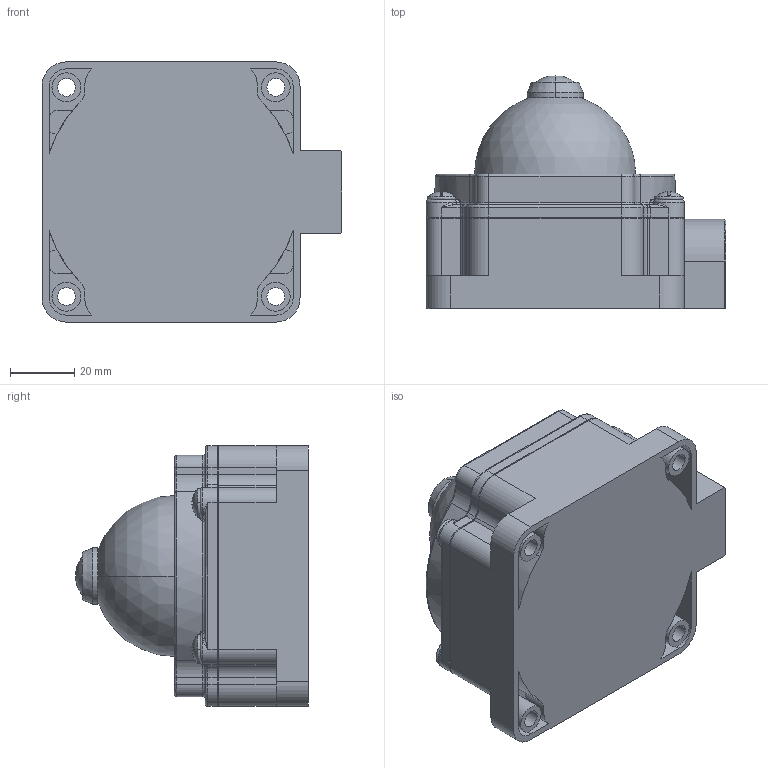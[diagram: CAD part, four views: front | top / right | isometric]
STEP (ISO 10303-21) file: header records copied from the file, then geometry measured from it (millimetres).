
FILE_DESCRIPTION((''),'2;1');
FILE_NAME('144882_SM01_ASM','2025-07-01T11:29:08',('banengservice'),('BANNER ENGINEERING'),'CREO PARAMETRIC BY PTC INC, 2022414','CREO PARAMETRIC BY PTC INC, 2022414','');
FILE_SCHEMA(('CONFIG_CONTROL_DESIGN'));
Length unit declared in the file: millimetre
Products named in the file (2): 144882_EP01; 144882_SM01_ASM
Assembly tree (1 placements, depth 2):
  144882_SM01_ASM
    144882_EP01
Bounding box: 93.14 x 72.32 x 80.85 mm (x, y, z)
Volume: 268800.8 mm3; surface area: 37102 mm2
Topology: 1 solids, 1 shells, 419 faces, 1067 edges, 669 vertices
Faces by surface type: cylinder 158, plane 146, torus 68, bspline 22, sphere 20, cone 5
Entity records: 16365 total; most frequent: CARTESIAN_POINT 5895, DIRECTION 2341, ORIENTED_EDGE 2130, EDGE_CURVE 1065, AXIS2_PLACEMENT_3D 938, VERTEX_POINT 669, CIRCLE 538, VECTOR 465
